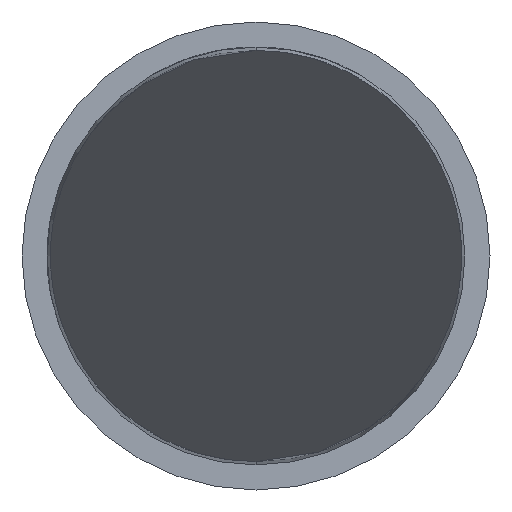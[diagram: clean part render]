
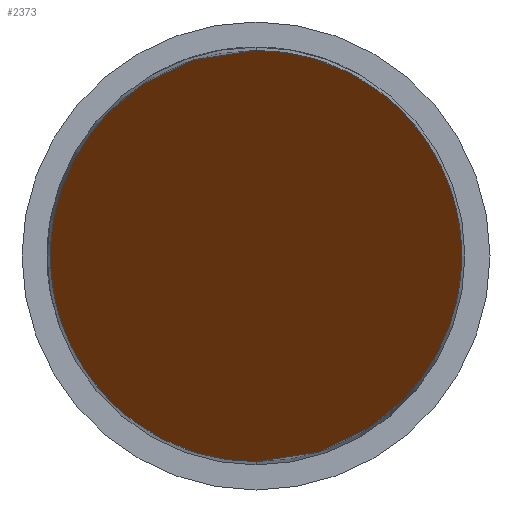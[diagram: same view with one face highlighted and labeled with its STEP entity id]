
A CAD part, front view. The second image highlights one B-rep face of the part: STEP entity #2373.
In plain terms, the highlighted planar face has unit normal (-0.866, -0.5, 0).
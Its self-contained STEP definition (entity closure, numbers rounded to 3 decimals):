
#331 = VERTEX_POINT ( 'NONE', #473 ) ;
#473 = CARTESIAN_POINT ( 'NONE',  ( 0., -23.87, -1.23 ) ) ;
#771 = CARTESIAN_POINT ( 'NONE',  ( 1.23, -26., -10. ) ) ;
#814 = VERTEX_POINT ( 'NONE', #2537 ) ;
#921 = CARTESIAN_POINT ( 'NONE',  ( 2.46, -28.13, -1.23 ) ) ;
#980 = EDGE_CURVE ( 'Defeature ausgef�hrt1_6+Defeature ausgef�hrt1_2+Defeature ausgef�hrt1_2+Defeature ausgef�hrt1_2', #814, #331, #1482, .T. ) ;
#1029 = CARTESIAN_POINT ( 'NONE',  ( -2.46, -19.609, 1.23 ) ) ;
#1035 = DIRECTION ( 'NONE',  ( -0.5, 0.866, 0. ) ) ;
#1073 =( BOUNDED_CURVE ( )  B_SPLINE_CURVE ( 3, ( #2865, #921, #3113, #2040 ),
 .UNSPECIFIED., .F., .T. ) 
 B_SPLINE_CURVE_WITH_KNOTS ( ( 4, 4 ),
 ( 1.571, 4.712 ),
 .UNSPECIFIED. ) 
 CURVE ( )  GEOMETRIC_REPRESENTATION_ITEM ( )  RATIONAL_B_SPLINE_CURVE ( ( 1., 0.333, 0.333, 1. ) ) 
 REPRESENTATION_ITEM ( '' )  );
#1434 = ORIENTED_EDGE ( 'NONE', *, *, #2211, .T. ) ;
#1482 =( BOUNDED_CURVE ( )  B_SPLINE_CURVE ( 3, ( #1760, #1029, #2655, #2385 ),
 .UNSPECIFIED., .F., .F. ) 
 B_SPLINE_CURVE_WITH_KNOTS ( ( 4, 4 ),
 ( 4.712, 7.854 ),
 .UNSPECIFIED. ) 
 CURVE ( )  GEOMETRIC_REPRESENTATION_ITEM ( )  RATIONAL_B_SPLINE_CURVE ( ( 1., 0.333, 0.333, 1. ) ) 
 REPRESENTATION_ITEM ( '' )  );
#1760 = CARTESIAN_POINT ( 'NONE',  ( 0., -23.87, 1.23 ) ) ;
#2040 = CARTESIAN_POINT ( 'NONE',  ( 0., -23.87, 1.23 ) ) ;
#2080 = AXIS2_PLACEMENT_3D ( 'NONE', #771, #2676, #1035 ) ;
#2211 = EDGE_CURVE ( 'Defeature ausgef�hrt1_6+Defeature ausgef�hrt1_2+Defeature ausgef�hrt1_2+Defeature ausgef�hrt1_2', #331, #814, #1073, .T. ) ;
#2373 = ADVANCED_FACE ( 'Defeature ausgef�hrt1_6', ( #2474 ), #2715, .F. ) ;
#2385 = CARTESIAN_POINT ( 'NONE',  ( 0., -23.87, -1.23 ) ) ;
#2474 = FACE_OUTER_BOUND ( 'NONE', #2623, .T. ) ;
#2537 = CARTESIAN_POINT ( 'NONE',  ( 0., -23.87, 1.23 ) ) ;
#2623 = EDGE_LOOP ( 'NONE', ( #3074, #1434 ) ) ;
#2655 = CARTESIAN_POINT ( 'NONE',  ( -2.46, -19.609, -1.23 ) ) ;
#2676 = DIRECTION ( 'NONE',  ( 0.866, 0.5, 0. ) ) ;
#2715 = PLANE ( 'NONE',  #2080 ) ;
#2865 = CARTESIAN_POINT ( 'NONE',  ( 0., -23.87, -1.23 ) ) ;
#3074 = ORIENTED_EDGE ( 'NONE', *, *, #980, .T. ) ;
#3113 = CARTESIAN_POINT ( 'NONE',  ( 2.46, -28.13, 1.23 ) ) ;
